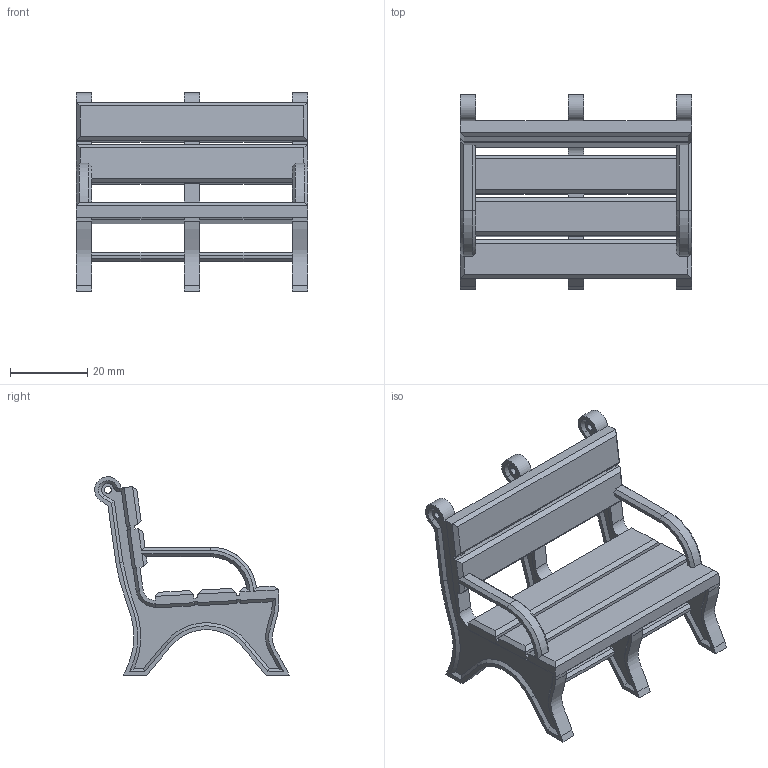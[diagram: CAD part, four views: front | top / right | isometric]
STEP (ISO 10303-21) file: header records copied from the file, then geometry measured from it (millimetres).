
FILE_DESCRIPTION(/* description */ ('','CAx-IF Rec.Pracs.---Representation and Presentation of Product Manufacturing Information (PMI)---4.0---2014-10-13'),/* implementation_level */ '2;1');
FILE_NAME(/* name */ 'Boaty.step',/* time_stamp */ '2025-01-25T15:36:35-05:00',/* author */ (''),/* organization */ (''),/* preprocessor_version */ 'ST-DEVELOPER v20',/* originating_system */ 'Autodesk Translation Framework v13.20.0.188',/* authorisation */ '');
FILE_SCHEMA (('AP242_MANAGED_MODEL_BASED_3D_ENGINEERING_MIM_LF { 1 0 10303 442 1 1 4 }'));
Length unit declared in the file: millimetre
Products named in the file (1): Boaty
Bounding box: 60 x 50.44 x 51.46 mm (x, y, z)
Volume: 18145.3 mm3; surface area: 15125.5 mm2
Topology: 1 solids, 1 shells, 524 faces, 1566 edges, 1034 vertices
Faces by surface type: plane 336, bspline 136, cone 32, cylinder 20
Full cylindrical faces by diameter (mm): 1.8 x3
Entity records: 20832 total; most frequent: CARTESIAN_POINT 7582, ORIENTED_EDGE 3132, DIRECTION 2119, EDGE_CURVE 1566, LINE 1141, VECTOR 1141, VERTEX_POINT 1034, EDGE_LOOP 548
